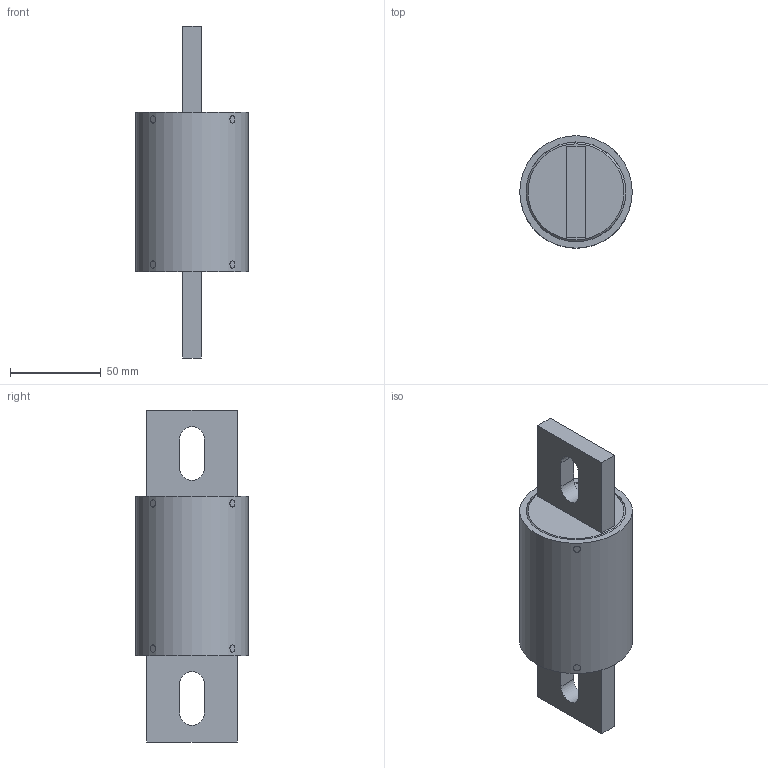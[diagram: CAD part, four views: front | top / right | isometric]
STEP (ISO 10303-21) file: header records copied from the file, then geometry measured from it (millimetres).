
FILE_DESCRIPTION(/* description */ (''),/* implementation_level */ '2;1');
FILE_NAME(/* name */ 'RS63MG-800.prt.stp',/* time_stamp */ '2023-04-26T09:23:37+08:00',/* author */ (''),/* organization */ (''),/* preprocessor_version */ 'ST-DEVELOPER v16',/* originating_system */ 'SIEMENS PLM Software NX 10.0',/* authorisation */ '');
FILE_SCHEMA (('CONFIG_CONTROL_DESIGN'));
Length unit declared in the file: millimetre
Products named in the file (1): RS63MG-800
Bounding box: 62 x 62 x 183 mm (x, y, z)
Volume: 144661.4 mm3; surface area: 58500.1 mm2
Topology: 11 solids, 11 shells, 56 faces, 92 edges, 60 vertices
Faces by surface type: plane 36, cylinder 8, bspline 8, cone 4
Full cylindrical faces by diameter (mm): 54.9 x2, 55 x1, 62 x1
Entity records: 2780 total; most frequent: CARTESIAN_POINT 1749, DIRECTION 178, ORIENTED_EDGE 152, EDGE_LOOP 80, EDGE_CURVE 76, AXIS2_PLACEMENT_3D 69, VERTEX_POINT 60, ADVANCED_FACE 56
